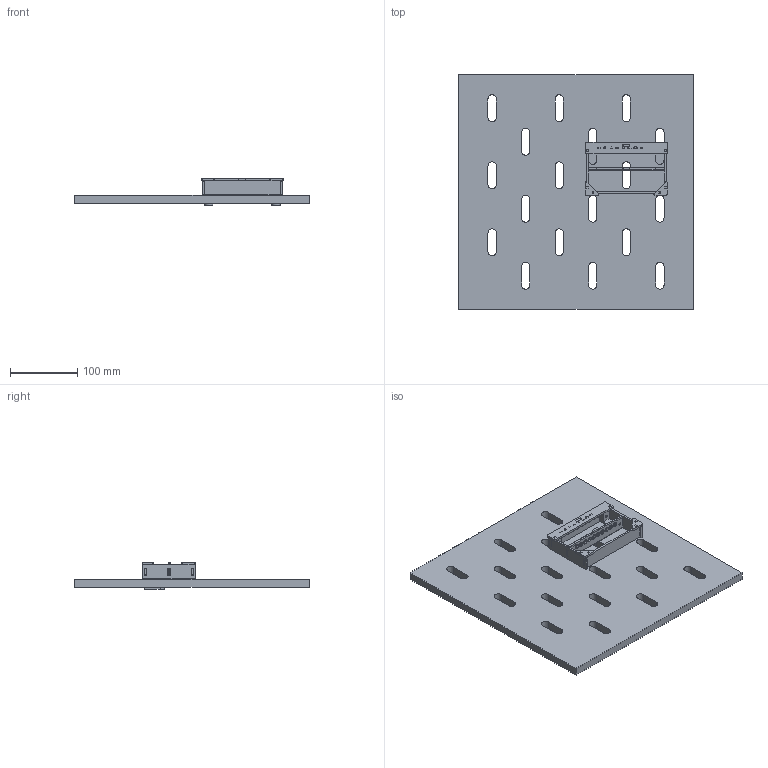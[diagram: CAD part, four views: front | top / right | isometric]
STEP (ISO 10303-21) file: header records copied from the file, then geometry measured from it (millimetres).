
FILE_DESCRIPTION (( 'STEP AP203' ), '1' );
FILE_NAME ('0 Îðãàíàéçåð íàäôèëè.STEP', '2025-11-25T22:25:36', ( '' ), ( '' ), 'SwSTEP 2.0', 'SolidWorks 2019', '' );
FILE_SCHEMA (( 'CONFIG_CONTROL_DESIGN' ));
Length unit declared in the file: millimetre
Products named in the file (9): 1 栺樇罻; 8 枟謤麃鍒罻; 2 Êðîíøòåéí íàäôèëè; 3 Ïîëêà âåðõíÿÿ íàäôèëè; 7 鵽鎀鍧; 0 Îðãàíàéçåð íàäôèëè; 6 Ïîëêà íèæíÿÿ íàäôèëè; 5 Ïîëêà ñðåäíÿÿ íàäôèëè; 4 Ñòåíêà íàäôèäè
Assembly tree (12 placements, depth 2):
  0 Îðãàíàéçåð íàäôèëè
    1 栺樇罻
    2 Êðîíøòåéí íàäôèëè  x2
    3 Ïîëêà âåðõíÿÿ íàäôèëè  x2
    4 Ñòåíêà íàäôèäè  x2
    7 鵽鎀鍧  x2
    5 Ïîëêà ñðåäíÿÿ íàäôèëè
    6 Ïîëêà íèæíÿÿ íàäôèëè
    8 枟謤麃鍒罻
Bounding box: 350 x 350 x 39.55 mm (x, y, z)
Volume: 1423168.8 mm3; surface area: 308279.3 mm2
Topology: 12 solids, 12 shells, 465 faces, 1297 edges, 864 vertices
Faces by surface type: plane 272, cylinder 189, sphere 4
Entity records: 12091 total; most frequent: DIRECTION 1914, CARTESIAN_POINT 1909, ORIENTED_EDGE 1870, EDGE_CURVE 935, VECTOR 658, LINE 658, AXIS2_PLACEMENT_3D 628, VERTEX_POINT 623
